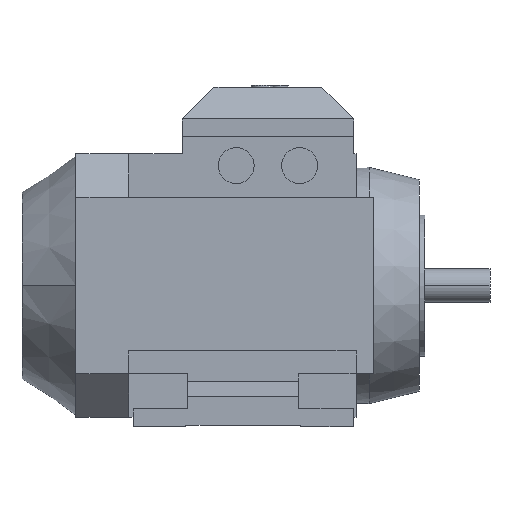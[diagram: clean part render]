
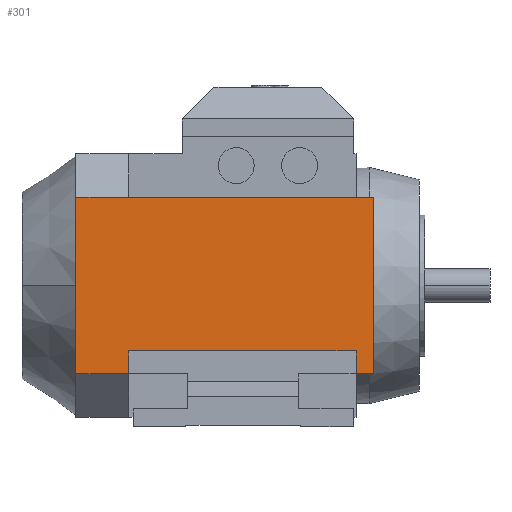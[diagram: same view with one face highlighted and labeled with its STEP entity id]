
A CAD part, left-side view. The second image highlights one B-rep face of the part: STEP entity #301.
In plain terms, the highlighted planar face has unit normal (-1, 0, 0).
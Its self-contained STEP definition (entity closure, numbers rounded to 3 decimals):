
#121=PLANE('',#3775);
#301=ADVANCED_FACE('',(#543),#121,.T.);
#543=FACE_OUTER_BOUND('',#728,.T.);
#728=EDGE_LOOP('',(#1124,#1125,#1126,#1127,#1128,#1129,#1130,#1131,#1132));
#1124=ORIENTED_EDGE('',*,*,#2485,.T.);
#1125=ORIENTED_EDGE('',*,*,#2478,.T.);
#1126=ORIENTED_EDGE('',*,*,#2482,.T.);
#1127=ORIENTED_EDGE('',*,*,#2486,.T.);
#1128=ORIENTED_EDGE('',*,*,#2487,.T.);
#1129=ORIENTED_EDGE('',*,*,#2488,.F.);
#1130=ORIENTED_EDGE('',*,*,#2489,.F.);
#1131=ORIENTED_EDGE('',*,*,#2490,.T.);
#1132=ORIENTED_EDGE('',*,*,#2491,.T.);
#2140=VERTEX_POINT('',#5149);
#2141=VERTEX_POINT('',#5150);
#2144=VERTEX_POINT('',#5158);
#2146=VERTEX_POINT('',#5164);
#2147=VERTEX_POINT('',#5166);
#2148=VERTEX_POINT('',#5168);
#2149=VERTEX_POINT('',#5170);
#2150=VERTEX_POINT('',#5172);
#2151=VERTEX_POINT('',#5174);
#2478=EDGE_CURVE('',#2140,#2141,#2946,.T.);
#2482=EDGE_CURVE('',#2141,#2144,#2950,.T.);
#2485=EDGE_CURVE('',#2146,#2140,#2953,.T.);
#2486=EDGE_CURVE('',#2144,#2147,#2954,.T.);
#2487=EDGE_CURVE('',#2147,#2148,#2955,.T.);
#2488=EDGE_CURVE('',#2149,#2148,#2956,.T.);
#2489=EDGE_CURVE('',#2150,#2149,#2957,.T.);
#2490=EDGE_CURVE('',#2150,#2151,#2958,.T.);
#2491=EDGE_CURVE('',#2151,#2146,#2959,.T.);
#2946=LINE('',#5148,#3348);
#2950=LINE('',#5157,#3352);
#2953=LINE('',#5163,#3355);
#2954=LINE('',#5165,#3356);
#2955=LINE('',#5167,#3357);
#2956=LINE('',#5169,#3358);
#2957=LINE('',#5171,#3359);
#2958=LINE('',#5173,#3360);
#2959=LINE('',#5175,#3361);
#3348=VECTOR('',#4157,1.);
#3352=VECTOR('',#4163,1.);
#3355=VECTOR('',#4168,1.);
#3356=VECTOR('',#4169,1.);
#3357=VECTOR('',#4170,1.);
#3358=VECTOR('',#4171,1.);
#3359=VECTOR('',#4172,1.);
#3360=VECTOR('',#4173,1.);
#3361=VECTOR('',#4174,1.);
#3775=AXIS2_PLACEMENT_3D('',#5176,#4175,#4176);
#4157=DIRECTION('',(0.,-1.,0.));
#4163=DIRECTION('',(0.,0.,-1.));
#4168=DIRECTION('',(0.,0.,1.));
#4169=DIRECTION('',(0.,-1.,0.));
#4170=DIRECTION('',(0.,0.,1.));
#4171=DIRECTION('',(0.,-1.,0.));
#4172=DIRECTION('',(0.,-1.,0.));
#4173=DIRECTION('',(0.,0.,-1.));
#4174=DIRECTION('',(0.,-1.,0.));
#4175=DIRECTION('',(-1.,0.,0.));
#4176=DIRECTION('',(0.,0.,-1.));
#5148=CARTESIAN_POINT('',(-74.75,-30.,-37.054));
#5149=CARTESIAN_POINT('',(-74.75,-30.,-37.054));
#5150=CARTESIAN_POINT('',(-74.75,-159.,-37.054));
#5157=CARTESIAN_POINT('',(-74.75,-159.,-37.054));
#5158=CARTESIAN_POINT('',(-74.75,-159.,-50.054));
#5163=CARTESIAN_POINT('',(-74.75,-30.,-50.054));
#5164=CARTESIAN_POINT('',(-74.75,-30.,-50.054));
#5165=CARTESIAN_POINT('',(-74.75,-159.,-50.054));
#5166=CARTESIAN_POINT('',(-74.75,-169.,-50.054));
#5167=CARTESIAN_POINT('',(-74.75,-169.,-50.054));
#5168=CARTESIAN_POINT('',(-74.75,-169.,50.054));
#5169=CARTESIAN_POINT('',(-74.75,-30.,50.054));
#5170=CARTESIAN_POINT('',(-74.75,-30.,50.054));
#5171=CARTESIAN_POINT('',(-74.75,0.,50.054));
#5172=CARTESIAN_POINT('',(-74.75,0.,50.054));
#5173=CARTESIAN_POINT('',(-74.75,0.,50.054));
#5174=CARTESIAN_POINT('',(-74.75,0.,-50.054));
#5175=CARTESIAN_POINT('',(-74.75,0.,-50.054));
#5176=CARTESIAN_POINT('',(-74.75,0.,-50.054));
